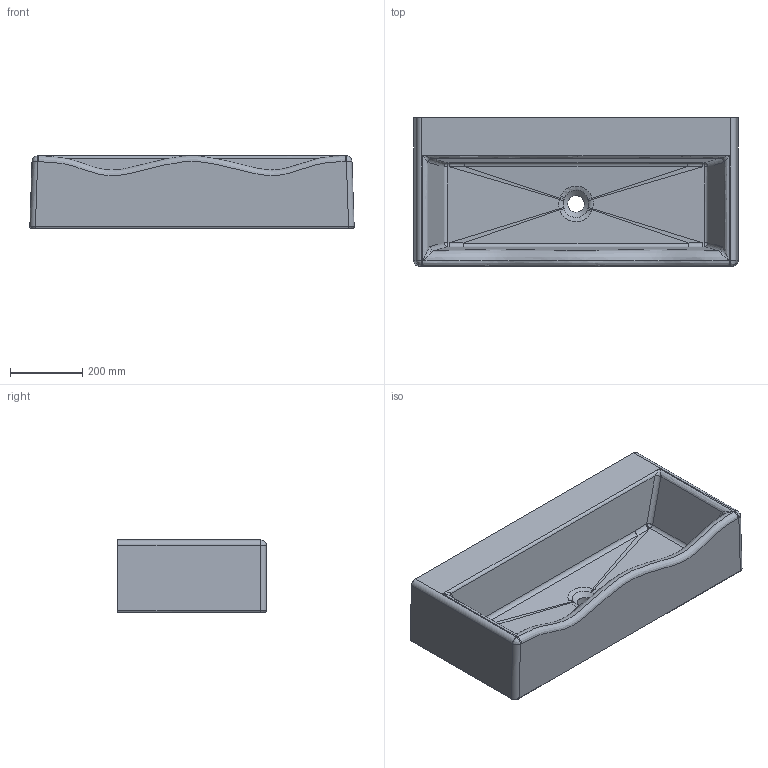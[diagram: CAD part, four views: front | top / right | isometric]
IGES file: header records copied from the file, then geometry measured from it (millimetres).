
Global section: file name: 501669; native system: Autodesk Inventor 2023; preprocessor: unknown; author: JANAN; date: 20231206.151654; units: millimetre
Bounding box: 899.79 x 412 x 200 mm (x, y, z)
Volume: 42942102.3 mm3; surface area: 1467191.8 mm2
Topology: 1 solids, 1 shells, 82 faces, 199 edges, 108 vertices
Faces by surface type: bspline 82
